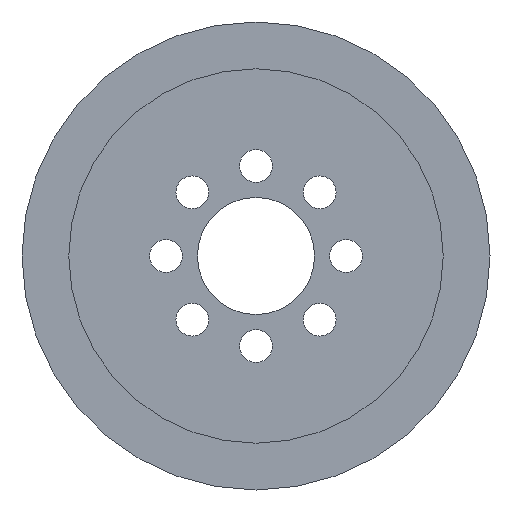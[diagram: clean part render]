
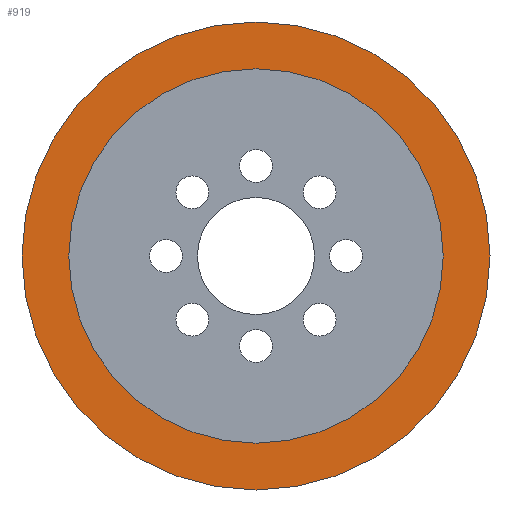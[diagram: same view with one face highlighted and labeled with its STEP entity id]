
A CAD part, front view. The second image highlights one B-rep face of the part: STEP entity #919.
In plain terms, the highlighted face is planar.
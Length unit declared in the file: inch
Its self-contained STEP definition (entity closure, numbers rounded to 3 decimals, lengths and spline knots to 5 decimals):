
#36 = VERTEX_POINT ( 'NONE', #1104 ) ;
#48 = AXIS2_PLACEMENT_3D ( 'NONE', #332, #440, #1323 ) ;
#54 = ORIENTED_EDGE ( 'NONE', *, *, #1279, .F. ) ;
#63 = AXIS2_PLACEMENT_3D ( 'NONE', #80, #189, #1143 ) ;
#80 = CARTESIAN_POINT ( 'NONE',  ( 0.1125, 0., 0. ) ) ;
#131 = CIRCLE ( 'NONE', #48, 1. ) ;
#167 = DIRECTION ( 'NONE',  ( -1., 0., 0. ) ) ;
#189 = DIRECTION ( 'NONE',  ( -1., 0., 0. ) ) ;
#203 = EDGE_CURVE ( 'NONE', #208, #1047, #552, .T. ) ;
#208 = VERTEX_POINT ( 'NONE', #1368 ) ;
#332 = CARTESIAN_POINT ( 'NONE',  ( 0.1125, 0., 0. ) ) ;
#360 = PLANE ( 'NONE',  #904 ) ;
#374 = EDGE_LOOP ( 'NONE', ( #512, #578 ) ) ;
#385 = DIRECTION ( 'NONE',  ( 0., 0., 1. ) ) ;
#440 = DIRECTION ( 'NONE',  ( -1., 0., 0. ) ) ;
#474 = DIRECTION ( 'NONE',  ( 1., 0., 0. ) ) ;
#482 = CIRCLE ( 'NONE', #684, 1. ) ;
#512 = ORIENTED_EDGE ( 'NONE', *, *, #1117, .T. ) ;
#552 = CIRCLE ( 'NONE', #63, 0.8 ) ;
#578 = ORIENTED_EDGE ( 'NONE', *, *, #203, .T. ) ;
#620 = CIRCLE ( 'NONE', #1064, 0.8 ) ;
#672 = DIRECTION ( 'NONE',  ( 0., 0., -1. ) ) ;
#683 = FACE_BOUND ( 'NONE', #374, .T. ) ;
#684 = AXIS2_PLACEMENT_3D ( 'NONE', #830, #167, #385 ) ;
#687 = CARTESIAN_POINT ( 'NONE',  ( 0.1125, 0., 0. ) ) ;
#753 = EDGE_CURVE ( 'NONE', #36, #1381, #131, .T. ) ;
#830 = CARTESIAN_POINT ( 'NONE',  ( 0.1125, 0., 0. ) ) ;
#870 = DIRECTION ( 'NONE',  ( -1., 0., 0. ) ) ;
#904 = AXIS2_PLACEMENT_3D ( 'NONE', #687, #474, #672 ) ;
#919 = ADVANCED_FACE ( 'NONE', ( #683, #1223 ), #360, .T. ) ;
#989 = EDGE_LOOP ( 'NONE', ( #1051, #54 ) ) ;
#1047 = VERTEX_POINT ( 'NONE', #1162 ) ;
#1051 = ORIENTED_EDGE ( 'NONE', *, *, #753, .F. ) ;
#1064 = AXIS2_PLACEMENT_3D ( 'NONE', #1401, #870, #1296 ) ;
#1078 = CARTESIAN_POINT ( 'NONE',  ( 0.1125, 0., -1. ) ) ;
#1104 = CARTESIAN_POINT ( 'NONE',  ( 0.1125, 0., 1. ) ) ;
#1117 = EDGE_CURVE ( 'NONE', #1047, #208, #620, .T. ) ;
#1143 = DIRECTION ( 'NONE',  ( 0., 0., 1. ) ) ;
#1162 = CARTESIAN_POINT ( 'NONE',  ( 0.1125, 0., 0.8 ) ) ;
#1223 = FACE_OUTER_BOUND ( 'NONE', #989, .T. ) ;
#1279 = EDGE_CURVE ( 'NONE', #1381, #36, #482, .T. ) ;
#1296 = DIRECTION ( 'NONE',  ( 0., 0., 1. ) ) ;
#1323 = DIRECTION ( 'NONE',  ( 0., 0., 1. ) ) ;
#1368 = CARTESIAN_POINT ( 'NONE',  ( 0.1125, 0., -0.8 ) ) ;
#1381 = VERTEX_POINT ( 'NONE', #1078 ) ;
#1401 = CARTESIAN_POINT ( 'NONE',  ( 0.1125, 0., 0. ) ) ;
